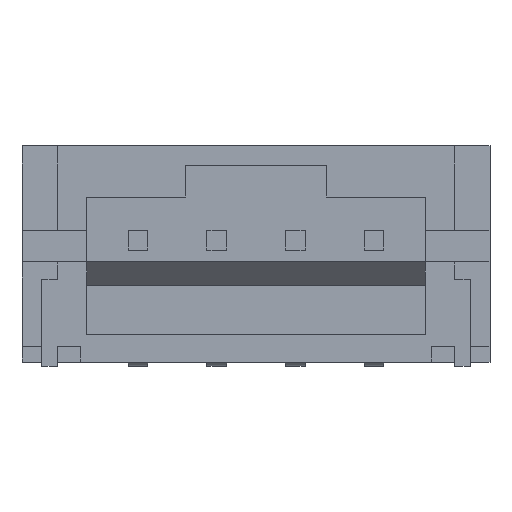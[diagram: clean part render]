
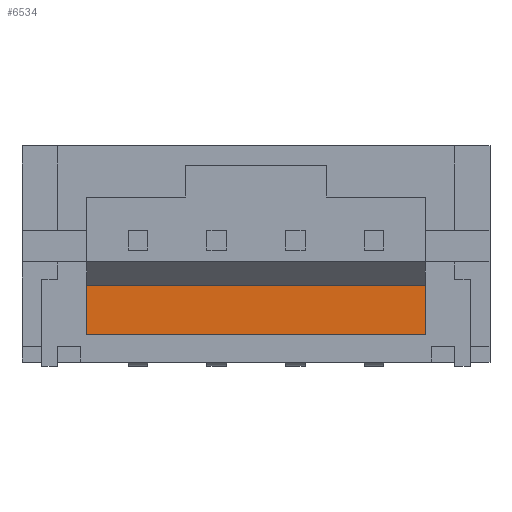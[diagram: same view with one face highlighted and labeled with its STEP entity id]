
A CAD part, front view. The second image highlights one B-rep face of the part: STEP entity #6534.
In plain terms, the highlighted planar face has unit normal (0, -1, 0).
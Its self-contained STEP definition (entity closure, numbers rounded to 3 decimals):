
#1034 = PLANE('',#1035);
#1035 = AXIS2_PLACEMENT_3D('',#1036,#1037,#1038);
#1036 = CARTESIAN_POINT('',(4.3,-4.4,0.81));
#1037 = DIRECTION('',(1.,0.,0.));
#1038 = DIRECTION('',(0.,0.,1.));
#1304 = PLANE('',#1305);
#1305 = AXIS2_PLACEMENT_3D('',#1306,#1307,#1308);
#1306 = CARTESIAN_POINT('',(-4.3,-4.4,0.81));
#1307 = DIRECTION('',(1.,0.,0.));
#1308 = DIRECTION('',(0.,0.,1.));
#2175 = VERTEX_POINT('',#2176);
#2176 = CARTESIAN_POINT('',(-4.3,0.45,0.81));
#2190 = PLANE('',#2191);
#2191 = AXIS2_PLACEMENT_3D('',#2192,#2193,#2194);
#2192 = CARTESIAN_POINT('',(4.3,0.45,0.81));
#2193 = DIRECTION('',(0.,0.,-1.));
#2194 = DIRECTION('',(0.,-1.,0.));
#2202 = EDGE_CURVE('',#2203,#2175,#2205,.T.);
#2203 = VERTEX_POINT('',#2204);
#2204 = CARTESIAN_POINT('',(-4.3,0.45,2.06));
#2205 = SURFACE_CURVE('',#2206,(#2210,#2217),.PCURVE_S1.);
#2206 = LINE('',#2207,#2208);
#2207 = CARTESIAN_POINT('',(-4.3,0.45,2.06));
#2208 = VECTOR('',#2209,1.);
#2209 = DIRECTION('',(0.,0.,-1.));
#2210 = PCURVE('',#1304,#2211);
#2211 = DEFINITIONAL_REPRESENTATION('',(#2212),#2216);
#2212 = LINE('',#2213,#2214);
#2213 = CARTESIAN_POINT('',(1.25,-4.85));
#2214 = VECTOR('',#2215,1.);
#2215 = DIRECTION('',(-1.,0.));
#2216 = ( GEOMETRIC_REPRESENTATION_CONTEXT(2) 
PARAMETRIC_REPRESENTATION_CONTEXT() REPRESENTATION_CONTEXT('2D SPACE',''
  ) );
#2217 = PCURVE('',#2218,#2223);
#2218 = PLANE('',#2219);
#2219 = AXIS2_PLACEMENT_3D('',#2220,#2221,#2222);
#2220 = CARTESIAN_POINT('',(4.3,0.45,2.06));
#2221 = DIRECTION('',(0.,1.,0.));
#2222 = DIRECTION('',(0.,0.,-1.));
#2223 = DEFINITIONAL_REPRESENTATION('',(#2224),#2228);
#2224 = LINE('',#2225,#2226);
#2225 = CARTESIAN_POINT('',(0.,8.6));
#2226 = VECTOR('',#2227,1.);
#2227 = DIRECTION('',(1.,0.));
#2228 = ( GEOMETRIC_REPRESENTATION_CONTEXT(2) 
PARAMETRIC_REPRESENTATION_CONTEXT() REPRESENTATION_CONTEXT('2D SPACE',''
  ) );
#2246 = PLANE('',#2247);
#2247 = AXIS2_PLACEMENT_3D('',#2248,#2249,#2250);
#2248 = CARTESIAN_POINT('',(4.3,-0.15,2.66));
#2249 = DIRECTION('',(0.,0.707,0.707)
  );
#2250 = DIRECTION('',(0.,0.707,-0.707
    ));
#3690 = VERTEX_POINT('',#3691);
#3691 = CARTESIAN_POINT('',(4.3,0.45,2.06));
#3712 = EDGE_CURVE('',#3690,#3713,#3715,.T.);
#3713 = VERTEX_POINT('',#3714);
#3714 = CARTESIAN_POINT('',(4.3,0.45,0.81));
#3715 = SURFACE_CURVE('',#3716,(#3720,#3727),.PCURVE_S1.);
#3716 = LINE('',#3717,#3718);
#3717 = CARTESIAN_POINT('',(4.3,0.45,2.06));
#3718 = VECTOR('',#3719,1.);
#3719 = DIRECTION('',(0.,0.,-1.));
#3720 = PCURVE('',#1034,#3721);
#3721 = DEFINITIONAL_REPRESENTATION('',(#3722),#3726);
#3722 = LINE('',#3723,#3724);
#3723 = CARTESIAN_POINT('',(1.25,-4.85));
#3724 = VECTOR('',#3725,1.);
#3725 = DIRECTION('',(-1.,0.));
#3726 = ( GEOMETRIC_REPRESENTATION_CONTEXT(2) 
PARAMETRIC_REPRESENTATION_CONTEXT() REPRESENTATION_CONTEXT('2D SPACE',''
  ) );
#3727 = PCURVE('',#2218,#3728);
#3728 = DEFINITIONAL_REPRESENTATION('',(#3729),#3733);
#3729 = LINE('',#3730,#3731);
#3730 = CARTESIAN_POINT('',(0.,0.));
#3731 = VECTOR('',#3732,1.);
#3732 = DIRECTION('',(1.,0.));
#3733 = ( GEOMETRIC_REPRESENTATION_CONTEXT(2) 
PARAMETRIC_REPRESENTATION_CONTEXT() REPRESENTATION_CONTEXT('2D SPACE',''
  ) );
#5482 = EDGE_CURVE('',#3713,#2175,#5483,.T.);
#5483 = SURFACE_CURVE('',#5484,(#5488,#5495),.PCURVE_S1.);
#5484 = LINE('',#5485,#5486);
#5485 = CARTESIAN_POINT('',(4.3,0.45,0.81));
#5486 = VECTOR('',#5487,1.);
#5487 = DIRECTION('',(-1.,0.,0.));
#5488 = PCURVE('',#2190,#5489);
#5489 = DEFINITIONAL_REPRESENTATION('',(#5490),#5494);
#5490 = LINE('',#5491,#5492);
#5491 = CARTESIAN_POINT('',(0.,0.));
#5492 = VECTOR('',#5493,1.);
#5493 = DIRECTION('',(0.,1.));
#5494 = ( GEOMETRIC_REPRESENTATION_CONTEXT(2) 
PARAMETRIC_REPRESENTATION_CONTEXT() REPRESENTATION_CONTEXT('2D SPACE',''
  ) );
#5495 = PCURVE('',#2218,#5496);
#5496 = DEFINITIONAL_REPRESENTATION('',(#5497),#5501);
#5497 = LINE('',#5498,#5499);
#5498 = CARTESIAN_POINT('',(1.25,0.));
#5499 = VECTOR('',#5500,1.);
#5500 = DIRECTION('',(0.,1.));
#5501 = ( GEOMETRIC_REPRESENTATION_CONTEXT(2) 
PARAMETRIC_REPRESENTATION_CONTEXT() REPRESENTATION_CONTEXT('2D SPACE',''
  ) );
#5901 = EDGE_CURVE('',#3690,#2203,#5902,.T.);
#5902 = SURFACE_CURVE('',#5903,(#5907,#5914),.PCURVE_S1.);
#5903 = LINE('',#5904,#5905);
#5904 = CARTESIAN_POINT('',(4.3,0.45,2.06));
#5905 = VECTOR('',#5906,1.);
#5906 = DIRECTION('',(-1.,0.,0.));
#5907 = PCURVE('',#2246,#5908);
#5908 = DEFINITIONAL_REPRESENTATION('',(#5909),#5913);
#5909 = LINE('',#5910,#5911);
#5910 = CARTESIAN_POINT('',(0.849,0.));
#5911 = VECTOR('',#5912,1.);
#5912 = DIRECTION('',(0.,1.));
#5913 = ( GEOMETRIC_REPRESENTATION_CONTEXT(2) 
PARAMETRIC_REPRESENTATION_CONTEXT() REPRESENTATION_CONTEXT('2D SPACE',''
  ) );
#5914 = PCURVE('',#2218,#5915);
#5915 = DEFINITIONAL_REPRESENTATION('',(#5916),#5920);
#5916 = LINE('',#5917,#5918);
#5917 = CARTESIAN_POINT('',(0.,0.));
#5918 = VECTOR('',#5919,1.);
#5919 = DIRECTION('',(0.,1.));
#5920 = ( GEOMETRIC_REPRESENTATION_CONTEXT(2) 
PARAMETRIC_REPRESENTATION_CONTEXT() REPRESENTATION_CONTEXT('2D SPACE',''
  ) );
#6534 = ADVANCED_FACE('',(#6535),#2218,.F.);
#6535 = FACE_BOUND('',#6536,.T.);
#6536 = EDGE_LOOP('',(#6537,#6538,#6539,#6540));
#6537 = ORIENTED_EDGE('',*,*,#2202,.T.);
#6538 = ORIENTED_EDGE('',*,*,#5482,.F.);
#6539 = ORIENTED_EDGE('',*,*,#3712,.F.);
#6540 = ORIENTED_EDGE('',*,*,#5901,.T.);
